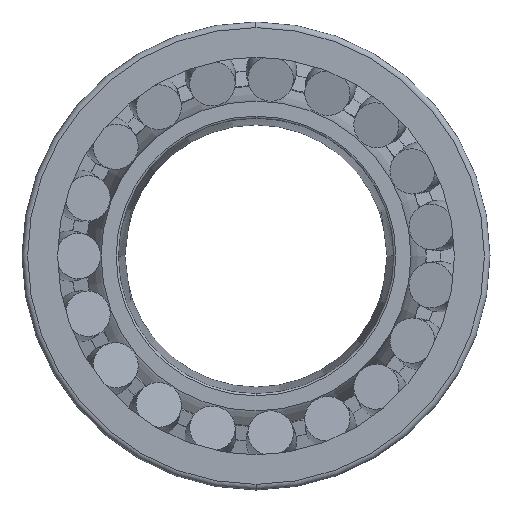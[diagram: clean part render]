
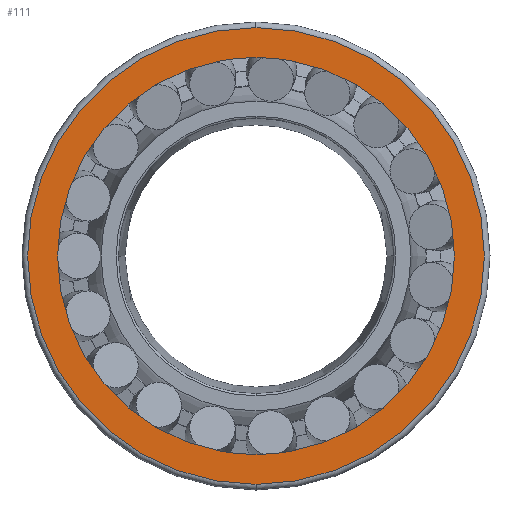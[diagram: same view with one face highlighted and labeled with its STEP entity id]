
A CAD part, left-side view. The second image highlights one B-rep face of the part: STEP entity #111.
In plain terms, the highlighted planar face has unit normal (-1, 0, 0).
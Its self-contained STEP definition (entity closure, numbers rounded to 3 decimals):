
#111=ADVANCED_FACE('',(#429,#430),#431,.T.);
#429=FACE_OUTER_BOUND('',#1052,.T.);
#430=FACE_BOUND('',#1053,.T.);
#431=PLANE('',#1054);
#1052=EDGE_LOOP('',(#1932,#1933,#1934));
#1053=EDGE_LOOP('',(#1935,#1936,#1937));
#1054=AXIS2_PLACEMENT_3D('',#1938,#1939,#1940);
#1932=ORIENTED_EDGE('',*,*,#3908,.F.);
#1933=ORIENTED_EDGE('',*,*,#3907,.F.);
#1934=ORIENTED_EDGE('',*,*,#3949,.F.);
#1935=ORIENTED_EDGE('',*,*,#3953,.T.);
#1936=ORIENTED_EDGE('',*,*,#3886,.T.);
#1937=ORIENTED_EDGE('',*,*,#3954,.T.);
#1938=CARTESIAN_POINT('',(0.,114.0,0.0));
#1939=DIRECTION('',(-1.0,0.,0.0));
#1940=DIRECTION('',(0.,-1.0,0.0));
#3886=EDGE_CURVE('',#4640,#4637,#4641,.T.);
#3907=EDGE_CURVE('',#4679,#4682,#4683,.T.);
#3908=EDGE_CURVE('',#4682,#4684,#4685,.T.);
#3949=EDGE_CURVE('',#4684,#4679,#4742,.T.);
#3953=EDGE_CURVE('',#4747,#4640,#4748,.T.);
#3954=EDGE_CURVE('',#4637,#4747,#4749,.T.);
#4637=VERTEX_POINT('',#5892);
#4640=VERTEX_POINT('',#5895);
#4641=CIRCLE('',#5896,106.0);
#4679=VERTEX_POINT('',#5936);
#4682=VERTEX_POINT('',#5939);
#4683=CIRCLE('',#5940,122.0);
#4684=VERTEX_POINT('',#5941);
#4685=CIRCLE('',#5942,122.0);
#4742=CIRCLE('',#6213,122.0);
#4747=VERTEX_POINT('',#6218);
#4748=CIRCLE('',#6219,106.0);
#4749=CIRCLE('',#6220,106.0);
#5892=CARTESIAN_POINT('',(0.,0.,-106.0));
#5895=CARTESIAN_POINT('',(0.,0.,106.0));
#5896=AXIS2_PLACEMENT_3D('',#12316,#12317,#12318);
#5936=CARTESIAN_POINT('',(0.0,0.,-122.0));
#5939=CARTESIAN_POINT('',(0.0,122.0,0.0));
#5940=AXIS2_PLACEMENT_3D('',#12375,#12376,#12377);
#5941=CARTESIAN_POINT('',(0.0,0.,122.0));
#5942=AXIS2_PLACEMENT_3D('',#12378,#12379,#12380);
#6213=AXIS2_PLACEMENT_3D('',#12448,#12449,#12450);
#6218=CARTESIAN_POINT('',(0.,106.0,0.0));
#6219=AXIS2_PLACEMENT_3D('',#12460,#12461,#12462);
#6220=AXIS2_PLACEMENT_3D('',#12463,#12464,#12465);
#12316=CARTESIAN_POINT('',(0.,0.0,0.0));
#12317=DIRECTION('',(1.0,0.0,0.0));
#12318=DIRECTION('',(0.0,1.0,0.0));
#12375=CARTESIAN_POINT('',(0.0,0.0,0.0));
#12376=DIRECTION('',(1.0,0.0,0.0));
#12377=DIRECTION('',(0.0,1.0,0.0));
#12378=CARTESIAN_POINT('',(0.0,0.0,0.0));
#12379=DIRECTION('',(1.0,0.0,0.0));
#12380=DIRECTION('',(0.0,1.0,0.0));
#12448=CARTESIAN_POINT('',(0.0,0.0,0.0));
#12449=DIRECTION('',(1.0,0.0,0.0));
#12450=DIRECTION('',(0.0,1.0,0.0));
#12460=CARTESIAN_POINT('',(0.,0.0,0.0));
#12461=DIRECTION('',(1.0,0.0,0.0));
#12462=DIRECTION('',(0.0,1.0,0.0));
#12463=CARTESIAN_POINT('',(0.,0.0,0.0));
#12464=DIRECTION('',(1.0,0.0,0.0));
#12465=DIRECTION('',(0.0,1.0,0.0));
